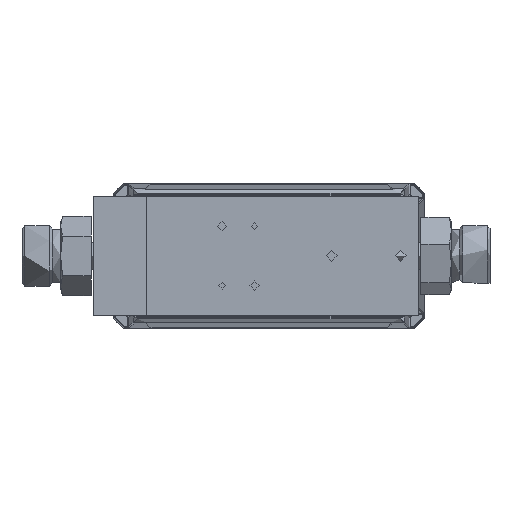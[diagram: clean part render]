
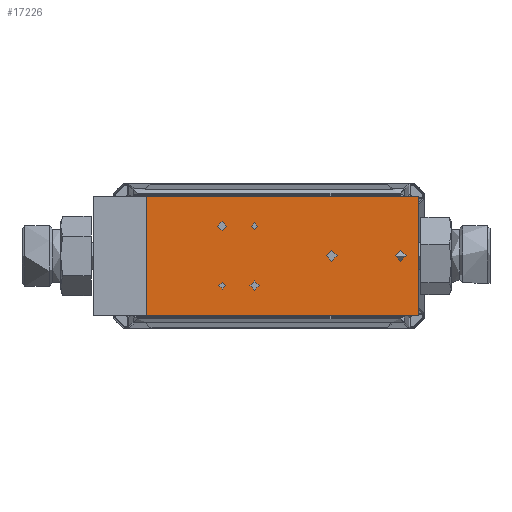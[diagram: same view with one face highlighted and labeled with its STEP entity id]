
A CAD part, front view. The second image highlights one B-rep face of the part: STEP entity #17226.
In plain terms, the highlighted planar face has unit normal (0, -1, 0).
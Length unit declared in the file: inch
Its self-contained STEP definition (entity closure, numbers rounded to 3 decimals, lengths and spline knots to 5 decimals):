
#19 = EDGE_CURVE ( 'NONE', #43937, #43937, #9514, .T. ) ;
#68 = EDGE_CURVE ( 'NONE', #43963, #43963, #21895, .T. ) ;
#74 = EDGE_CURVE ( 'NONE', #36818, #36909, #25409, .T. ) ;
#76 = EDGE_CURVE ( 'NONE', #36911, #36806, #25368, .T. ) ;
#79 = EDGE_CURVE ( 'NONE', #43969, #43969, #21844, .T. ) ;
#80 = EDGE_CURVE ( 'NONE', #36909, #36911, #25267, .T. ) ;
#91 = EDGE_CURVE ( 'NONE', #43983, #43983, #41454, .T. ) ;
#1852 = CARTESIAN_POINT ( 'NONE',  ( -1.192, -0.865, -0.498 ) ) ;
#1853 = VERTEX_POINT ( 'NONE', #1852 ) ;
#2436 = AXIS2_PLACEMENT_3D ( 'NONE', #4061, #3178, #3105 ) ;
#2805 = FACE_OUTER_BOUND ( 'NONE', #3434, .T. ) ;
#2946 = FACE_BOUND ( 'NONE', #3160, .T. ) ;
#3104 = EDGE_LOOP ( 'NONE', ( #18316 ) ) ;
#3105 = DIRECTION ( 'NONE',  ( 0., 0., 1. ) ) ;
#3160 = EDGE_LOOP ( 'NONE', ( #18315 ) ) ;
#3178 = DIRECTION ( 'NONE',  ( 0., 1., 0. ) ) ;
#3234 = EDGE_LOOP ( 'NONE', ( #17988 ) ) ;
#3256 = FACE_BOUND ( 'NONE', #3104, .T. ) ;
#3262 = EDGE_LOOP ( 'NONE', ( #17994 ) ) ;
#3309 = FACE_BOUND ( 'NONE', #4278, .T. ) ;
#3371 = FACE_BOUND ( 'NONE', #3234, .T. ) ;
#3416 = FACE_BOUND ( 'NONE', #3262, .T. ) ;
#3434 = EDGE_LOOP ( 'NONE', ( #18306, #18420, #18313, #18314 ) ) ;
#3491 = FACE_BOUND ( 'NONE', #4326, .T. ) ;
#4061 = CARTESIAN_POINT ( 'NONE',  ( 1.189, -0.865, 0.865 ) ) ;
#4107 = PLANE ( 'NONE',  #2436 ) ;
#4278 = EDGE_LOOP ( 'NONE', ( #18515 ) ) ;
#4326 = EDGE_LOOP ( 'NONE', ( #18734 ) ) ;
#8552 = EDGE_CURVE ( 'NONE', #43995, #43995, #21393, .T. ) ;
#8733 = EDGE_CURVE ( 'NONE', #1853, #1853, #15567, .T. ) ;
#8789 = EDGE_CURVE ( 'NONE', #36806, #36818, #29121, .T. ) ;
#9513 = AXIS2_PLACEMENT_3D ( 'NONE', #30321, #30320, #30319 ) ;
#9514 = CIRCLE ( 'NONE', #9513, 0.07475 ) ;
#12133 = DIRECTION ( 'NONE',  ( 0., 0., -1. ) ) ;
#12305 = CARTESIAN_POINT ( 'NONE',  ( -1.662, -0.865, 0.43 ) ) ;
#12306 = DIRECTION ( 'NONE',  ( 0., -1., 0. ) ) ;
#15567 = CIRCLE ( 'NONE', #15589, 0.068 ) ;
#15589 = AXIS2_PLACEMENT_3D ( 'NONE', #36476, #36478, #36473 ) ;
#17226 = ADVANCED_FACE ( 'NONE', ( #2805, #2946, #3256, #3309, #3371, #3416, #3491 ), #4107, .F. ) ;
#17988 = ORIENTED_EDGE ( 'NONE', *, *, #8733, .F. ) ;
#17994 = ORIENTED_EDGE ( 'NONE', *, *, #19, .F. ) ;
#18306 = ORIENTED_EDGE ( 'NONE', *, *, #80, .F. ) ;
#18313 = ORIENTED_EDGE ( 'NONE', *, *, #8789, .F. ) ;
#18314 = ORIENTED_EDGE ( 'NONE', *, *, #76, .F. ) ;
#18315 = ORIENTED_EDGE ( 'NONE', *, *, #79, .F. ) ;
#18316 = ORIENTED_EDGE ( 'NONE', *, *, #8552, .F. ) ;
#18420 = ORIENTED_EDGE ( 'NONE', *, *, #74, .F. ) ;
#18515 = ORIENTED_EDGE ( 'NONE', *, *, #91, .F. ) ;
#18734 = ORIENTED_EDGE ( 'NONE', *, *, #68, .F. ) ;
#20733 = DIRECTION ( 'NONE',  ( 0., 0., -1. ) ) ;
#20849 = CARTESIAN_POINT ( 'NONE',  ( -1.192, -0.865, 0.43 ) ) ;
#20851 = DIRECTION ( 'NONE',  ( 0., -1., 0. ) ) ;
#21390 = AXIS2_PLACEMENT_3D ( 'NONE', #20849, #20851, #20733 ) ;
#21393 = CIRCLE ( 'NONE', #21390, 0.04921 ) ;
#21838 = VECTOR ( 'NONE', #25265, 39.37008 ) ;
#21843 = AXIS2_PLACEMENT_3D ( 'NONE', #25292, #25273, #25271 ) ;
#21844 = CIRCLE ( 'NONE', #21843, 0.04921 ) ;
#21859 = VECTOR ( 'NONE', #25364, 39.37008 ) ;
#21870 = VECTOR ( 'NONE', #25404, 39.37008 ) ;
#21894 = AXIS2_PLACEMENT_3D ( 'NONE', #25472, #25471, #25469 ) ;
#21895 = CIRCLE ( 'NONE', #21894, 0.07475 ) ;
#25265 = DIRECTION ( 'NONE',  ( 0., 0., 1. ) ) ;
#25266 = CARTESIAN_POINT ( 'NONE',  ( -2.762, -0.865, 0.865 ) ) ;
#25267 = LINE ( 'NONE', #25266, #21838 ) ;
#25271 = DIRECTION ( 'NONE',  ( 0., 0., -1. ) ) ;
#25273 = DIRECTION ( 'NONE',  ( 0., -1., 0. ) ) ;
#25292 = CARTESIAN_POINT ( 'NONE',  ( -1.662, -0.865, -0.43 ) ) ;
#25364 = DIRECTION ( 'NONE',  ( 1., 0., 0. ) ) ;
#25366 = CARTESIAN_POINT ( 'NONE',  ( 1.189, -0.865, 0.865 ) ) ;
#25368 = LINE ( 'NONE', #25366, #21859 ) ;
#25404 = DIRECTION ( 'NONE',  ( -1., 0., 0. ) ) ;
#25407 = CARTESIAN_POINT ( 'NONE',  ( 1.189, -0.865, -0.865 ) ) ;
#25409 = LINE ( 'NONE', #25407, #21870 ) ;
#25469 = DIRECTION ( 'NONE',  ( 0., 0., -1. ) ) ;
#25471 = DIRECTION ( 'NONE',  ( 0., -1., 0. ) ) ;
#25472 = CARTESIAN_POINT ( 'NONE',  ( -0.072, -0.865, 0. ) ) ;
#29119 = DIRECTION ( 'NONE',  ( 0., 0., -1. ) ) ;
#29120 = CARTESIAN_POINT ( 'NONE',  ( 1.189, -0.865, 0.865 ) ) ;
#29121 = LINE ( 'NONE', #29120, #41790 ) ;
#30319 = DIRECTION ( 'NONE',  ( 0., 0., -1. ) ) ;
#30320 = DIRECTION ( 'NONE',  ( 0., -1., 0. ) ) ;
#30321 = CARTESIAN_POINT ( 'NONE',  ( 0.928, -0.865, 0. ) ) ;
#36473 = DIRECTION ( 'NONE',  ( 0., 0., -1. ) ) ;
#36476 = CARTESIAN_POINT ( 'NONE',  ( -1.192, -0.865, -0.43 ) ) ;
#36478 = DIRECTION ( 'NONE',  ( 0., -1., 0. ) ) ;
#36806 = VERTEX_POINT ( 'NONE', #42877 ) ;
#36818 = VERTEX_POINT ( 'NONE', #42881 ) ;
#36909 = VERTEX_POINT ( 'NONE', #42924 ) ;
#36911 = VERTEX_POINT ( 'NONE', #42925 ) ;
#41454 = CIRCLE ( 'NONE', #41463, 0.068 ) ;
#41463 = AXIS2_PLACEMENT_3D ( 'NONE', #12305, #12306, #12133 ) ;
#41790 = VECTOR ( 'NONE', #29119, 39.37008 ) ;
#42877 = CARTESIAN_POINT ( 'NONE',  ( 1.189, -0.865, 0.865 ) ) ;
#42881 = CARTESIAN_POINT ( 'NONE',  ( 1.189, -0.865, -0.865 ) ) ;
#42924 = CARTESIAN_POINT ( 'NONE',  ( -2.762, -0.865, -0.865 ) ) ;
#42925 = CARTESIAN_POINT ( 'NONE',  ( -2.762, -0.865, 0.865 ) ) ;
#43937 = VERTEX_POINT ( 'NONE', #43938 ) ;
#43938 = CARTESIAN_POINT ( 'NONE',  ( 0.928, -0.865, -0.07475 ) ) ;
#43963 = VERTEX_POINT ( 'NONE', #43964 ) ;
#43964 = CARTESIAN_POINT ( 'NONE',  ( -0.072, -0.865, -0.07475 ) ) ;
#43969 = VERTEX_POINT ( 'NONE', #43970 ) ;
#43970 = CARTESIAN_POINT ( 'NONE',  ( -1.662, -0.865, -0.47921 ) ) ;
#43983 = VERTEX_POINT ( 'NONE', #43984 ) ;
#43984 = CARTESIAN_POINT ( 'NONE',  ( -1.662, -0.865, 0.362 ) ) ;
#43995 = VERTEX_POINT ( 'NONE', #43996 ) ;
#43996 = CARTESIAN_POINT ( 'NONE',  ( -1.192, -0.865, 0.38079 ) ) ;
